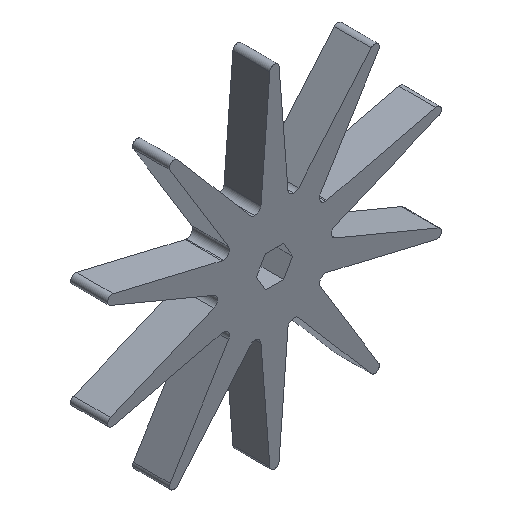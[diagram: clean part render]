
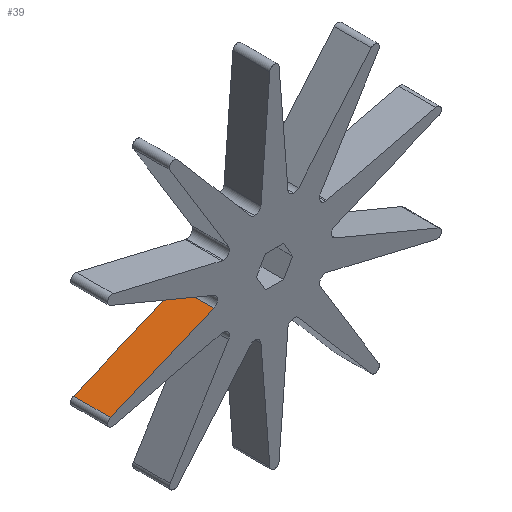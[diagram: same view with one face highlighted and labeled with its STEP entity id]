
A CAD part, isometric view. The second image highlights one B-rep face of the part: STEP entity #39.
In plain terms, the highlighted planar face has unit normal (-0.384, 0, 0.923).
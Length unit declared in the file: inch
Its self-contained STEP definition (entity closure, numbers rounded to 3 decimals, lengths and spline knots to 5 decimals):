
#5 = LINE ( 'NONE', #1906, #1319 ) ;
#39 = ADVANCED_FACE ( 'NONE', ( #882 ), #1743, .F. ) ;
#231 = CARTESIAN_POINT ( 'NONE',  ( -2.2233, 0., -0.65689 ) ) ;
#239 = CARTESIAN_POINT ( 'NONE',  ( -2.2233, 0.5, -0.65689 ) ) ;
#311 = VECTOR ( 'NONE', #1725, 39.37008 ) ;
#316 = ORIENTED_EDGE ( 'NONE', *, *, #1151, .F. ) ;
#339 = EDGE_CURVE ( 'NONE', #786, #918, #1160, .T. ) ;
#410 = CARTESIAN_POINT ( 'NONE',  ( -2.2233, 0.5, -0.65689 ) ) ;
#440 = DIRECTION ( 'NONE',  ( 0.923, 0., 0.384 ) ) ;
#630 = CARTESIAN_POINT ( 'NONE',  ( -0.82314, 0.5, -0.07501 ) ) ;
#660 = DIRECTION ( 'NONE',  ( 0., -1., 0. ) ) ;
#786 = VERTEX_POINT ( 'NONE', #1585 ) ;
#843 = EDGE_CURVE ( 'NONE', #1360, #1494, #930, .T. ) ;
#844 = CARTESIAN_POINT ( 'NONE',  ( -0.82314, 0.5, -0.07501 ) ) ;
#847 = CARTESIAN_POINT ( 'NONE',  ( -0.82314, 0., -0.07501 ) ) ;
#882 = FACE_OUTER_BOUND ( 'NONE', #1316, .T. ) ;
#918 = VERTEX_POINT ( 'NONE', #847 ) ;
#930 = LINE ( 'NONE', #410, #1266 ) ;
#980 = DIRECTION ( 'NONE',  ( 0.384, 0., -0.923 ) ) ;
#1129 = AXIS2_PLACEMENT_3D ( 'NONE', #239, #980, #1892 ) ;
#1151 = EDGE_CURVE ( 'NONE', #1494, #918, #1502, .T. ) ;
#1160 = LINE ( 'NONE', #231, #311 ) ;
#1208 = ORIENTED_EDGE ( 'NONE', *, *, #843, .F. ) ;
#1266 = VECTOR ( 'NONE', #440, 39.37008 ) ;
#1316 = EDGE_LOOP ( 'NONE', ( #1590, #316, #1208, #1707 ) ) ;
#1319 = VECTOR ( 'NONE', #1418, 39.37008 ) ;
#1352 = EDGE_CURVE ( 'NONE', #1360, #786, #5, .T. ) ;
#1360 = VERTEX_POINT ( 'NONE', #1433 ) ;
#1418 = DIRECTION ( 'NONE',  ( 0., -1., 0. ) ) ;
#1433 = CARTESIAN_POINT ( 'NONE',  ( -2.2233, 0.5, -0.65689 ) ) ;
#1494 = VERTEX_POINT ( 'NONE', #844 ) ;
#1502 = LINE ( 'NONE', #630, #1669 ) ;
#1585 = CARTESIAN_POINT ( 'NONE',  ( -2.2233, 0., -0.65689 ) ) ;
#1590 = ORIENTED_EDGE ( 'NONE', *, *, #339, .T. ) ;
#1669 = VECTOR ( 'NONE', #660, 39.37008 ) ;
#1707 = ORIENTED_EDGE ( 'NONE', *, *, #1352, .T. ) ;
#1725 = DIRECTION ( 'NONE',  ( 0.923, 0., 0.384 ) ) ;
#1743 = PLANE ( 'NONE',  #1129 ) ;
#1892 = DIRECTION ( 'NONE',  ( -0.923, 0., -0.384 ) ) ;
#1906 = CARTESIAN_POINT ( 'NONE',  ( -2.2233, 0.5, -0.65689 ) ) ;
